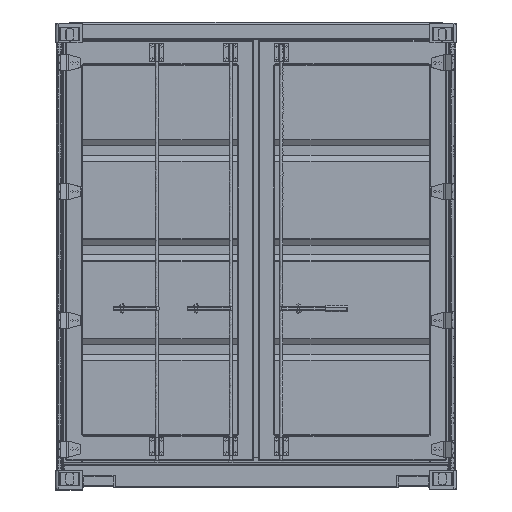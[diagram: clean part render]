
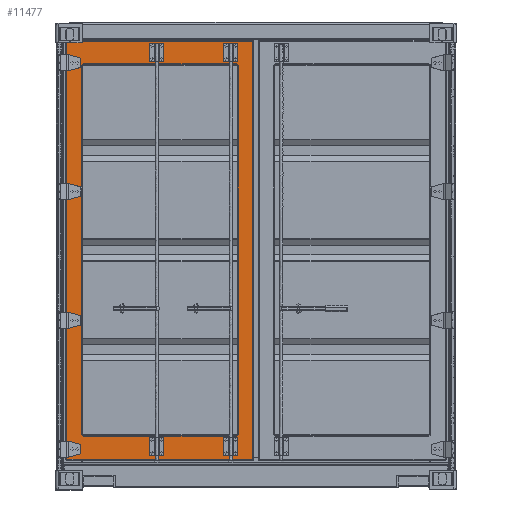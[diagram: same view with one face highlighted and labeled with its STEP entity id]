
A CAD part, front view. The second image highlights one B-rep face of the part: STEP entity #11477.
In plain terms, the highlighted free-form (B-spline) face has degree [1, 1] with [2, 2] control points.
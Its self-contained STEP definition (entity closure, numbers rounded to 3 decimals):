
#11221 = VERTEX_POINT('',#11222);
#11222 = CARTESIAN_POINT('',(-3940.087,-4013.828,
    3487.548));
#11230 = VERTEX_POINT('',#11231);
#11231 = CARTESIAN_POINT('',(-3940.087,-4013.828,
    456.04));
#11237 = EDGE_CURVE('',#11230,#11221,#11238,.T.);
#11238 = B_SPLINE_CURVE_WITH_KNOTS('',1,(#11239,#11240),.UNSPECIFIED.,
  .F.,.F.,(2,2),(-1686.75,558.25),.PIECEWISE_BEZIER_KNOTS.);
#11239 = CARTESIAN_POINT('',(-3940.087,-4013.828,
    456.04));
#11240 = CARTESIAN_POINT('',(-3940.087,-4013.828,
    3487.548));
#11253 = VERTEX_POINT('',#11254);
#11254 = CARTESIAN_POINT('',(-3956.291,-4013.808,
    439.836));
#11260 = EDGE_CURVE('',#11253,#11230,#11261,.T.);
#11261 = ( BOUNDED_CURVE() B_SPLINE_CURVE(2,(#11262,#11263,#11264),
.UNSPECIFIED.,.F.,.F.) B_SPLINE_CURVE_WITH_KNOTS((3,3),(5.498,
7.069),.PIECEWISE_BEZIER_KNOTS.) CURVE() 
GEOMETRIC_REPRESENTATION_ITEM() RATIONAL_B_SPLINE_CURVE((1.,
0.707,1.)) REPRESENTATION_ITEM('') );
#11262 = CARTESIAN_POINT('',(-3956.291,-4013.808,
    439.836));
#11263 = CARTESIAN_POINT('',(-3940.087,-4013.828,
    439.836));
#11264 = CARTESIAN_POINT('',(-3940.087,-4013.828,
    456.04));
#11284 = VERTEX_POINT('',#11285);
#11285 = CARTESIAN_POINT('',(-5213.455,-4012.263,
    439.836));
#11291 = EDGE_CURVE('',#11284,#11253,#11292,.T.);
#11292 = B_SPLINE_CURVE_WITH_KNOTS('',1,(#11293,#11294),.UNSPECIFIED.,
  .F.,.F.,(2,2),(-701.25,229.75),.PIECEWISE_BEZIER_KNOTS.);
#11293 = CARTESIAN_POINT('',(-5213.455,-4012.263,
    439.836));
#11294 = CARTESIAN_POINT('',(-3956.291,-4013.808,
    439.836));
#11313 = VERTEX_POINT('',#11314);
#11314 = CARTESIAN_POINT('',(-5229.659,-4012.243,
    456.04));
#11320 = EDGE_CURVE('',#11313,#11284,#11321,.T.);
#11321 = ( BOUNDED_CURVE() B_SPLINE_CURVE(2,(#11322,#11323,#11324),
.UNSPECIFIED.,.F.,.F.) B_SPLINE_CURVE_WITH_KNOTS((3,3),(5.498,
7.069),.PIECEWISE_BEZIER_KNOTS.) CURVE() 
GEOMETRIC_REPRESENTATION_ITEM() RATIONAL_B_SPLINE_CURVE((1.,
0.707,1.)) REPRESENTATION_ITEM('') );
#11322 = CARTESIAN_POINT('',(-5229.659,-4012.243,
    456.04));
#11323 = CARTESIAN_POINT('',(-5229.659,-4012.243,
    439.836));
#11324 = CARTESIAN_POINT('',(-5213.455,-4012.263,
    439.836));
#11347 = VERTEX_POINT('',#11348);
#11348 = CARTESIAN_POINT('',(-5229.659,-4012.243,
    3487.548));
#11354 = EDGE_CURVE('',#11347,#11313,#11355,.T.);
#11355 = B_SPLINE_CURVE_WITH_KNOTS('',1,(#11356,#11357),.UNSPECIFIED.,
  .F.,.F.,(2,2),(-1686.75,558.25),.PIECEWISE_BEZIER_KNOTS.);
#11356 = CARTESIAN_POINT('',(-5229.659,-4012.243,
    3487.548));
#11357 = CARTESIAN_POINT('',(-5229.659,-4012.243,
    456.04));
#11372 = VERTEX_POINT('',#11373);
#11373 = CARTESIAN_POINT('',(-5213.455,-4012.263,
    3503.752));
#11379 = EDGE_CURVE('',#11372,#11347,#11380,.T.);
#11380 = ( BOUNDED_CURVE() B_SPLINE_CURVE(2,(#11381,#11382,#11383),
.UNSPECIFIED.,.F.,.F.) B_SPLINE_CURVE_WITH_KNOTS((3,3),(5.498,
7.069),.PIECEWISE_BEZIER_KNOTS.) CURVE() 
GEOMETRIC_REPRESENTATION_ITEM() RATIONAL_B_SPLINE_CURVE((1.,
0.707,1.)) REPRESENTATION_ITEM('') );
#11381 = CARTESIAN_POINT('',(-5213.455,-4012.263,
    3503.752));
#11382 = CARTESIAN_POINT('',(-5229.659,-4012.243,
    3503.752));
#11383 = CARTESIAN_POINT('',(-5229.659,-4012.243,
    3487.548));
#11401 = VERTEX_POINT('',#11402);
#11402 = CARTESIAN_POINT('',(-3956.291,-4013.808,
    3503.752));
#11408 = EDGE_CURVE('',#11401,#11372,#11409,.T.);
#11409 = B_SPLINE_CURVE_WITH_KNOTS('',1,(#11410,#11411),.UNSPECIFIED.,
  .F.,.F.,(2,2),(-701.25,229.75),.PIECEWISE_BEZIER_KNOTS.);
#11410 = CARTESIAN_POINT('',(-3956.291,-4013.808,
    3503.752));
#11411 = CARTESIAN_POINT('',(-5213.455,-4012.263,
    3503.752));
#11428 = EDGE_CURVE('',#11221,#11401,#11429,.T.);
#11429 = ( BOUNDED_CURVE() B_SPLINE_CURVE(2,(#11430,#11431,#11432),
.UNSPECIFIED.,.F.,.F.) B_SPLINE_CURVE_WITH_KNOTS((3,3),(5.498,
7.069),.PIECEWISE_BEZIER_KNOTS.) CURVE() 
GEOMETRIC_REPRESENTATION_ITEM() RATIONAL_B_SPLINE_CURVE((1.,
0.707,1.)) REPRESENTATION_ITEM('') );
#11430 = CARTESIAN_POINT('',(-3940.087,-4013.828,
    3487.548));
#11431 = CARTESIAN_POINT('',(-3940.087,-4013.828,
    3503.752));
#11432 = CARTESIAN_POINT('',(-3956.291,-4013.808,
    3503.752));
#11477 = ADVANCED_FACE('',(#11478,#11508),#11518,.T.);
#11478 = FACE_BOUND('',#11479,.T.);
#11479 = EDGE_LOOP('',(#11480,#11489,#11496,#11503));
#11480 = ORIENTED_EDGE('',*,*,#11481,.F.);
#11481 = EDGE_CURVE('',#11482,#11484,#11486,.T.);
#11482 = VERTEX_POINT('',#11483);
#11483 = CARTESIAN_POINT('',(-5348.488,-4012.097,
    253.49));
#11484 = VERTEX_POINT('',#11485);
#11485 = CARTESIAN_POINT('',(-5348.488,-4012.097,
    3690.099));
#11486 = B_SPLINE_CURVE_WITH_KNOTS('',1,(#11487,#11488),.UNSPECIFIED.,
  .F.,.F.,(2,2),(-1911.75,633.25),.PIECEWISE_BEZIER_KNOTS.);
#11487 = CARTESIAN_POINT('',(-5348.488,-4012.097,
    253.49));
#11488 = CARTESIAN_POINT('',(-5348.488,-4012.097,
    3690.099));
#11489 = ORIENTED_EDGE('',*,*,#11490,.F.);
#11490 = EDGE_CURVE('',#11491,#11482,#11493,.T.);
#11491 = VERTEX_POINT('',#11492);
#11492 = CARTESIAN_POINT('',(-3821.258,-4013.974,
    253.49));
#11493 = B_SPLINE_CURVE_WITH_KNOTS('',1,(#11494,#11495),.UNSPECIFIED.,
  .F.,.F.,(2,2),(-851.25,279.75),.PIECEWISE_BEZIER_KNOTS.);
#11494 = CARTESIAN_POINT('',(-3821.258,-4013.974,
    253.49));
#11495 = CARTESIAN_POINT('',(-5348.488,-4012.097,
    253.49));
#11496 = ORIENTED_EDGE('',*,*,#11497,.F.);
#11497 = EDGE_CURVE('',#11498,#11491,#11500,.T.);
#11498 = VERTEX_POINT('',#11499);
#11499 = CARTESIAN_POINT('',(-3821.258,-4013.974,
    3690.099));
#11500 = B_SPLINE_CURVE_WITH_KNOTS('',1,(#11501,#11502),.UNSPECIFIED.,
  .F.,.F.,(2,2),(-1911.75,633.25),.PIECEWISE_BEZIER_KNOTS.);
#11501 = CARTESIAN_POINT('',(-3821.258,-4013.974,
    3690.099));
#11502 = CARTESIAN_POINT('',(-3821.258,-4013.974,
    253.49));
#11503 = ORIENTED_EDGE('',*,*,#11504,.F.);
#11504 = EDGE_CURVE('',#11484,#11498,#11505,.T.);
#11505 = B_SPLINE_CURVE_WITH_KNOTS('',1,(#11506,#11507),.UNSPECIFIED.,
  .F.,.F.,(2,2),(-851.25,279.75),.PIECEWISE_BEZIER_KNOTS.);
#11506 = CARTESIAN_POINT('',(-5348.488,-4012.097,
    3690.099));
#11507 = CARTESIAN_POINT('',(-3821.258,-4013.974,
    3690.099));
#11508 = FACE_BOUND('',#11509,.T.);
#11509 = EDGE_LOOP('',(#11510,#11511,#11512,#11513,#11514,#11515,#11516,
    #11517));
#11510 = ORIENTED_EDGE('',*,*,#11237,.F.);
#11511 = ORIENTED_EDGE('',*,*,#11260,.F.);
#11512 = ORIENTED_EDGE('',*,*,#11291,.F.);
#11513 = ORIENTED_EDGE('',*,*,#11320,.F.);
#11514 = ORIENTED_EDGE('',*,*,#11354,.F.);
#11515 = ORIENTED_EDGE('',*,*,#11379,.F.);
#11516 = ORIENTED_EDGE('',*,*,#11408,.F.);
#11517 = ORIENTED_EDGE('',*,*,#11428,.F.);
#11518 = B_SPLINE_SURFACE_WITH_KNOTS('',1,1,(
    (#11519,#11520)
    ,(#11521,#11522
    )),.UNSPECIFIED.,.F.,.F.,.F.,(2,2),(2,2),(-565.5,565.5),(-1272.5
    ,1272.5),.PIECEWISE_BEZIER_KNOTS.);
#11519 = CARTESIAN_POINT('',(-5348.488,-4012.097,
    253.49));
#11520 = CARTESIAN_POINT('',(-5348.488,-4012.097,
    3690.099));
#11521 = CARTESIAN_POINT('',(-3821.258,-4013.974,
    253.49));
#11522 = CARTESIAN_POINT('',(-3821.258,-4013.974,
    3690.099));
